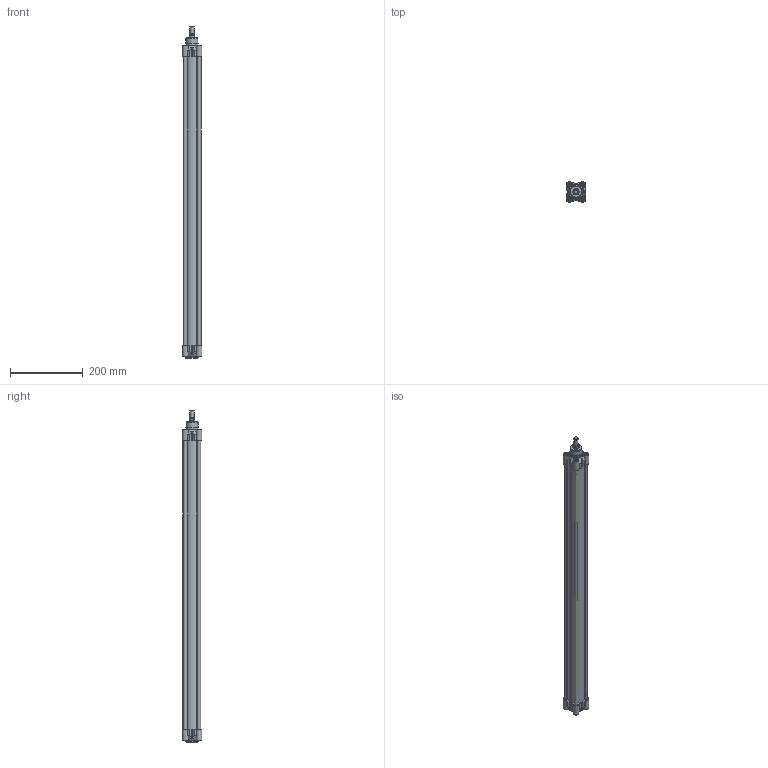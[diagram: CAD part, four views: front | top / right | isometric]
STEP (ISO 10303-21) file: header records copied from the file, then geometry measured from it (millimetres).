
FILE_DESCRIPTION((''),'2;1');
FILE_NAME('HDM040.750.GS.M.stp','2012-09-13T14:05:57',('Administrator'),(''),'Autodesk Inventor 2012','Autodesk Inventor 2012','');
FILE_SCHEMA(('CONFIG_CONTROL_DESIGN'));
Length unit declared in the file: millimetre
Products named in the file (1): HDM040.750.GS.M
Bounding box: 54.5 x 54.5 x 913 mm (x, y, z)
Volume: 614985.1 mm3; surface area: 413848.4 mm2
Topology: 2 solids, 9 shells, 609 faces, 1413 edges, 865 vertices
Faces by surface type: plane 195, cylinder 167, bspline 88, torus 74, cone 69, sphere 16
Full cylindrical faces by diameter (mm): 2.9 x2, 4.8 x2, 4.917 x8, 5.25 x2, 6 x8, 6.2 x4, 7 x2, 8.3 x2, 9.8 x4, 9.9 x2, 10 x13, 10.3 x8, 11.445 x2, 12 x1, 15.5 x1, 16 x1, 16.5 x1, 33 x1, 35 x2, 40 x1
Entity records: 20221 total; most frequent: CARTESIAN_POINT 6852, DIRECTION 2618, ORIENTED_EDGE 2422, EDGE_CURVE 1211, AXIS2_PLACEMENT_3D 1083, VERTEX_POINT 829, EDGE_LOOP 824, STYLED_ITEM 611
